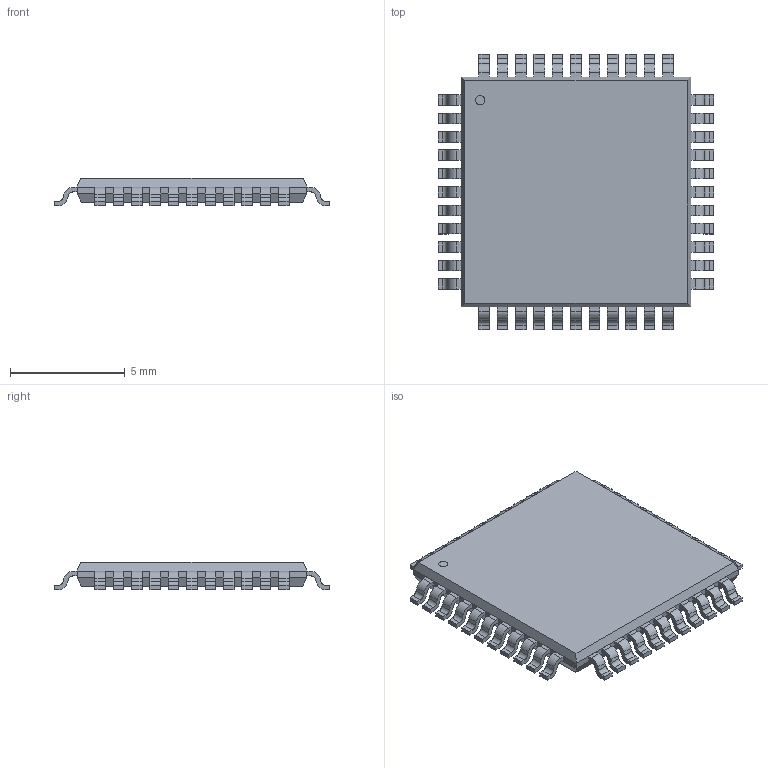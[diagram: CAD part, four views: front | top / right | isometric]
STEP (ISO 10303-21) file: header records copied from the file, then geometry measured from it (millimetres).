
FILE_DESCRIPTION(('STEP AP214'),'1');
FILE_NAME('TQFP44_10x10MC_MCH','2024-03-19T02:50:29',(''),(''),'','','');
FILE_SCHEMA(('AUTOMOTIVE_DESIGN'));
Length unit declared in the file: millimetre
Products named in the file (1): product
Bounding box: 11.99 x 11.99 x 1.2 mm (x, y, z)
Volume: 107.2 mm3; surface area: 315.7 mm2
Topology: 46 solids, 46 shells, 633 faces, 1615 edges, 1074 vertices
Faces by surface type: plane 456, cylinder 177
Full cylindrical faces by diameter (mm): 0.4 x1
Entity records: 18333 total; most frequent: DIRECTION 3238, ORIENTED_EDGE 3228, CARTESIAN_POINT 1887, EDGE_CURVE 1614, LINE 1260, VECTOR 1260, VERTEX_POINT 1074, AXIS2_PLACEMENT_3D 989
